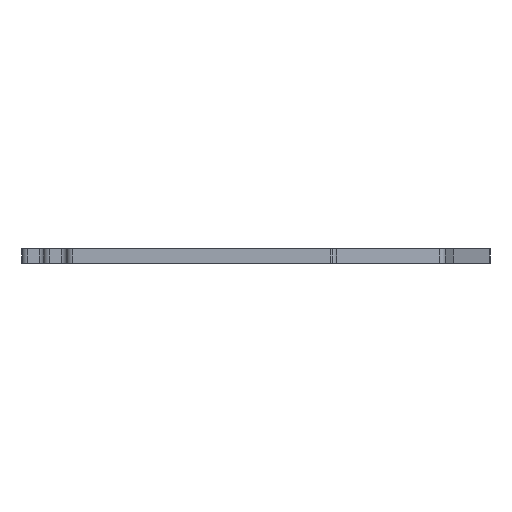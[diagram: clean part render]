
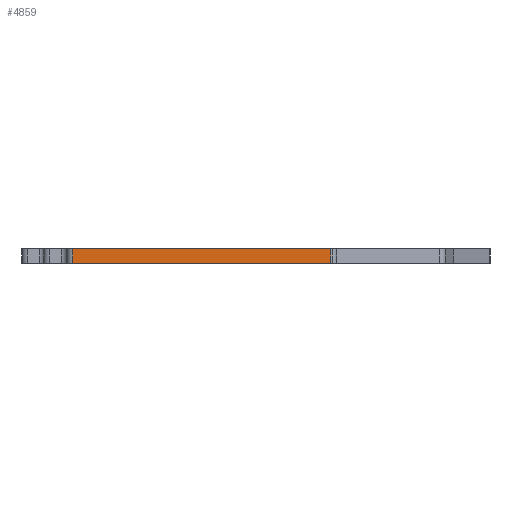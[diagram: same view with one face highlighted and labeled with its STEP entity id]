
A CAD part, left-side view. The second image highlights one B-rep face of the part: STEP entity #4859.
In plain terms, the highlighted planar face has unit normal (-1, 0, 0).
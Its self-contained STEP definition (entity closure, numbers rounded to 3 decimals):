
#692=CARTESIAN_POINT('',(-151.903,-15.447,11.));
#693=VERTEX_POINT('',#692);
#701=CARTESIAN_POINT('',(-151.895,39.202,11.));
#702=VERTEX_POINT('',#701);
#703=CARTESIAN_POINT('',(-151.903,-15.447,11.));
#704=DIRECTION('',(0.,1.,0.));
#705=VECTOR('',#704,54.649);
#706=LINE('',#703,#705);
#707=EDGE_CURVE('',#693,#702,#706,.T.);
#1949=CARTESIAN_POINT('',(-151.895,39.202,14.));
#1950=VERTEX_POINT('',#1949);
#1958=CARTESIAN_POINT('',(-151.903,-15.447,14.));
#1959=VERTEX_POINT('',#1958);
#1960=CARTESIAN_POINT('',(-151.903,-15.447,14.));
#1961=DIRECTION('',(0.,1.,0.));
#1962=VECTOR('',#1961,54.649);
#1963=LINE('',#1960,#1962);
#1964=EDGE_CURVE('',#1959,#1950,#1963,.T.);
#4838=CARTESIAN_POINT('',(-151.899,11.878,14.));
#4839=DIRECTION('',(-1.,0.,0.));
#4840=DIRECTION('',(0.,-1.,0.));
#4841=AXIS2_PLACEMENT_3D('',#4838,#4839,#4840);
#4842=PLANE('',#4841);
#4843=ORIENTED_EDGE('',*,*,#1964,.T.);
#4844=CARTESIAN_POINT('',(-151.895,39.202,14.));
#4845=DIRECTION('',(0.,0.,-1.));
#4846=VECTOR('',#4845,3.);
#4847=LINE('',#4844,#4846);
#4848=EDGE_CURVE('',#1950,#702,#4847,.T.);
#4849=ORIENTED_EDGE('',*,*,#4848,.T.);
#4850=ORIENTED_EDGE('',*,*,#707,.F.);
#4851=CARTESIAN_POINT('',(-151.903,-15.447,11.));
#4852=DIRECTION('',(-0.,-0.,1.));
#4853=VECTOR('',#4852,3.);
#4854=LINE('',#4851,#4853);
#4855=EDGE_CURVE('',#693,#1959,#4854,.T.);
#4856=ORIENTED_EDGE('',*,*,#4855,.T.);
#4857=EDGE_LOOP('',(#4843,#4849,#4850,#4856));
#4858=FACE_BOUND('',#4857,.T.);
#4859=ADVANCED_FACE('',(#4858),#4842,.T.);
